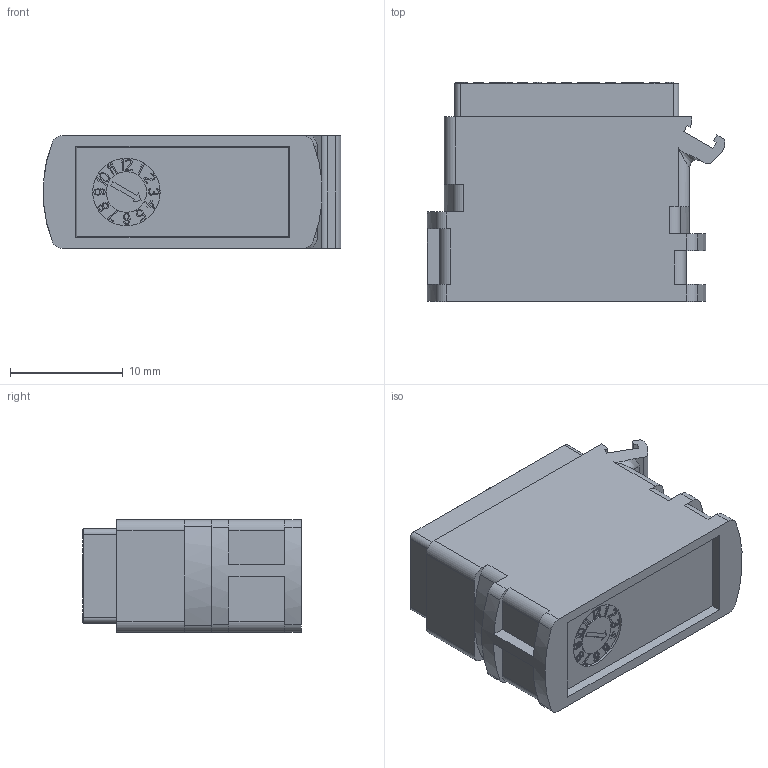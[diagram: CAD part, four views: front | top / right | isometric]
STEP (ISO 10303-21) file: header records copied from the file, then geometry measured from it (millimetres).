
FILE_DESCRIPTION((''),'2;1');
FILE_NAME('00111520402','2020-02-07T',('presta_be4'),(''),'CREO PARAMETRIC BY PTC INC, 2018360','CREO PARAMETRIC BY PTC INC, 2018360','');
FILE_SCHEMA(('CONFIG_CONTROL_DESIGN'));
Products named in the file (1): 00111520402
Bounding box: 26.45 x 19.45 x 10 mm (x, y, z)
Volume: 3042.4 mm3; surface area: 4454.7 mm2
Topology: 1 solids, 1 shells, 2729 faces, 7326 edges, 4649 vertices
Faces by surface type: plane 1370, cylinder 530, torus 284, cone 274, bspline 271
Entity records: 94398 total; most frequent: CARTESIAN_POINT 27892, ORIENTED_EDGE 14644, DIRECTION 12818, EDGE_CURVE 7322, VERTEX_POINT 4648, VECTOR 4574, LINE 4574, AXIS2_PLACEMENT_3D 4122
